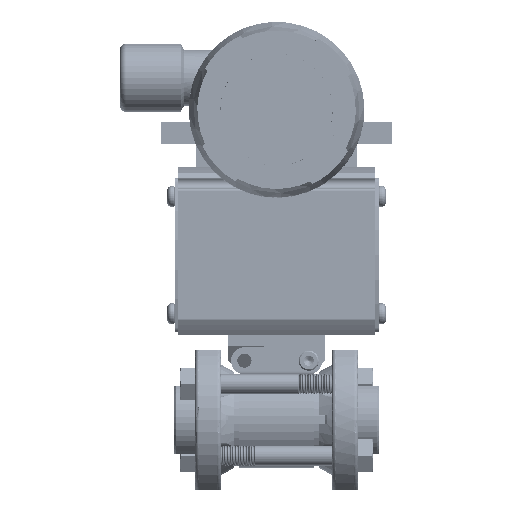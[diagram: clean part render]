
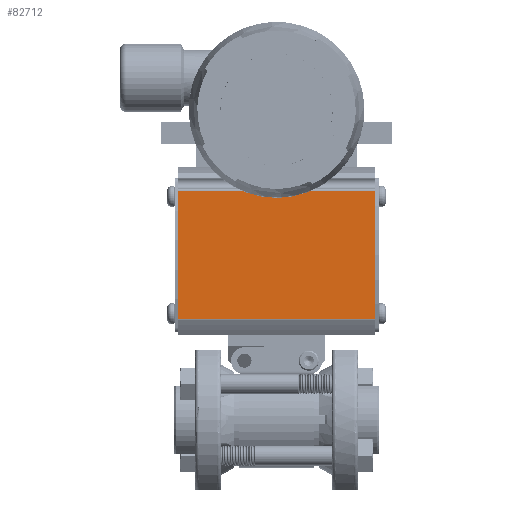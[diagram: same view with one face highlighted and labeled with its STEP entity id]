
A CAD part, top view. The second image highlights one B-rep face of the part: STEP entity #82712.
In plain terms, the highlighted planar face has unit normal (0, 0, 1).
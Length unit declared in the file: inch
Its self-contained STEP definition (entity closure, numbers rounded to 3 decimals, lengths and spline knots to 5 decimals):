
#9812 = LINE ( 'NONE', #154905, #36023 ) ;
#10312 = ORIENTED_EDGE ( 'NONE', *, *, #73546, .T. ) ;
#18513 = LINE ( 'NONE', #38019, #117185 ) ;
#18886 = ORIENTED_EDGE ( 'NONE', *, *, #166113, .T. ) ;
#23932 = FACE_OUTER_BOUND ( 'NONE', #104161, .T. ) ;
#33187 = ORIENTED_EDGE ( 'NONE', *, *, #97342, .F. ) ;
#36023 = VECTOR ( 'NONE', #64882, 39.37008 ) ;
#38019 = CARTESIAN_POINT ( 'NONE',  ( -5.04033, 3.56213, 1.17 ) ) ;
#42166 = ORIENTED_EDGE ( 'NONE', *, *, #82633, .F. ) ;
#49572 = CARTESIAN_POINT ( 'NONE',  ( 1.5275, 1.56787, 1.17 ) ) ;
#49660 = VERTEX_POINT ( 'NONE', #121892 ) ;
#52245 = DIRECTION ( 'NONE',  ( 0., 0., -1. ) ) ;
#57637 = AXIS2_PLACEMENT_3D ( 'NONE', #154650, #52245, #142219 ) ;
#60869 = CARTESIAN_POINT ( 'NONE',  ( 1.5275, 3.5694, 1.17 ) ) ;
#62280 = VECTOR ( 'NONE', #125983, 39.37008 ) ;
#62740 = VECTOR ( 'NONE', #137916, 39.37008 ) ;
#64882 = DIRECTION ( 'NONE',  ( 1., 0., 0. ) ) ;
#72171 = VERTEX_POINT ( 'NONE', #91984 ) ;
#73546 = EDGE_CURVE ( 'NONE', #107385, #97452, #9812, .T. ) ;
#82633 = EDGE_CURVE ( 'NONE', #107385, #72171, #100530, .T. ) ;
#82712 = ADVANCED_FACE ( 'NONE', ( #23932 ), #103453, .F. ) ;
#89548 = CARTESIAN_POINT ( 'NONE',  ( -1.5275, 1.56787, 1.17 ) ) ;
#91984 = CARTESIAN_POINT ( 'NONE',  ( -1.5275, 3.56213, 1.17 ) ) ;
#97342 = EDGE_CURVE ( 'NONE', #49660, #97452, #161428, .T. ) ;
#97452 = VERTEX_POINT ( 'NONE', #49572 ) ;
#100530 = LINE ( 'NONE', #138380, #62280 ) ;
#103453 = PLANE ( 'NONE',  #57637 ) ;
#104161 = EDGE_LOOP ( 'NONE', ( #33187, #18886, #42166, #10312 ) ) ;
#107385 = VERTEX_POINT ( 'NONE', #89548 ) ;
#115050 = DIRECTION ( 'NONE',  ( -1., 0., 0. ) ) ;
#117185 = VECTOR ( 'NONE', #115050, 39.37008 ) ;
#121892 = CARTESIAN_POINT ( 'NONE',  ( 1.5275, 3.56213, 1.17 ) ) ;
#125983 = DIRECTION ( 'NONE',  ( 0., 1., 0. ) ) ;
#137916 = DIRECTION ( 'NONE',  ( 0., -1., 0. ) ) ;
#138380 = CARTESIAN_POINT ( 'NONE',  ( -1.5275, 3.5694, 1.17 ) ) ;
#142219 = DIRECTION ( 'NONE',  ( 0., -1., 0. ) ) ;
#154650 = CARTESIAN_POINT ( 'NONE',  ( -5.04033, 3.5694, 1.17 ) ) ;
#154905 = CARTESIAN_POINT ( 'NONE',  ( -5.04033, 1.56787, 1.17 ) ) ;
#161428 = LINE ( 'NONE', #60869, #62740 ) ;
#166113 = EDGE_CURVE ( 'NONE', #49660, #72171, #18513, .T. ) ;
